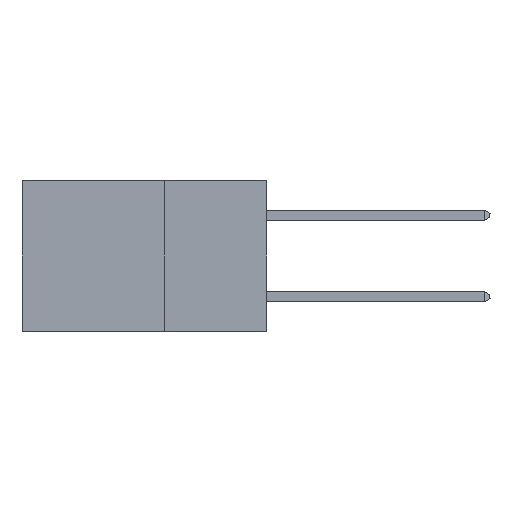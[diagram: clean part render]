
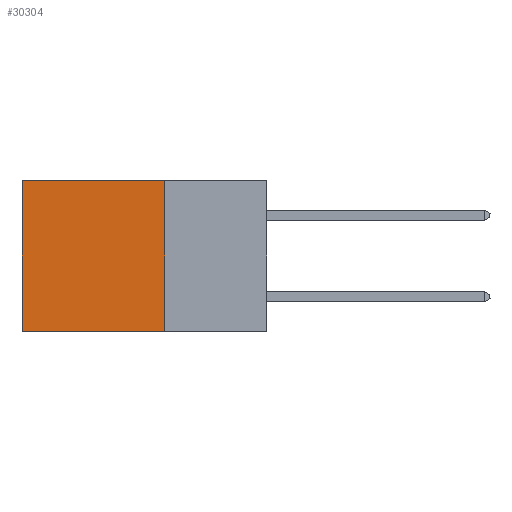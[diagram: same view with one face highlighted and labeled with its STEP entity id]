
A CAD part, left-side view. The second image highlights one B-rep face of the part: STEP entity #30304.
In plain terms, the highlighted planar face has unit normal (-1, 0, 0).
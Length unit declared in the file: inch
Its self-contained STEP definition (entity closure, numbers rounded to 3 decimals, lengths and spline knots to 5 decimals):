
#696 = VECTOR ( 'NONE', #12867, 39.37008 ) ;
#1177 = CARTESIAN_POINT ( 'NONE',  ( 0.2875, 0.25, 0. ) ) ;
#3267 = LINE ( 'NONE', #34343, #696 ) ;
#4806 = CARTESIAN_POINT ( 'NONE',  ( 0.2875, 0.25, -0.37 ) ) ;
#7251 = CARTESIAN_POINT ( 'NONE',  ( 0.2875, 0.6, 0. ) ) ;
#7678 = VERTEX_POINT ( 'NONE', #1177 ) ;
#7970 = VECTOR ( 'NONE', #28760, 39.37008 ) ;
#9214 = LINE ( 'NONE', #14831, #7970 ) ;
#9564 = FACE_OUTER_BOUND ( 'NONE', #24444, .T. ) ;
#11520 = DIRECTION ( 'NONE',  ( 0., 0., -1. ) ) ;
#12867 = DIRECTION ( 'NONE',  ( 0., 0., -1. ) ) ;
#14831 = CARTESIAN_POINT ( 'NONE',  ( 0.2875, 0.25, -0.37 ) ) ;
#15039 = AXIS2_PLACEMENT_3D ( 'NONE', #27093, #21775, #32509 ) ;
#15827 = EDGE_CURVE ( 'NONE', #28212, #21798, #3267, .T. ) ;
#17344 = CARTESIAN_POINT ( 'NONE',  ( 0.2875, 0.25, 0. ) ) ;
#17612 = EDGE_CURVE ( 'NONE', #7678, #28212, #28862, .T. ) ;
#19348 = CARTESIAN_POINT ( 'NONE',  ( 0.2875, 0.6, -0.37 ) ) ;
#21475 = DIRECTION ( 'NONE',  ( 0., 1., 0. ) ) ;
#21748 = ORIENTED_EDGE ( 'NONE', *, *, #17612, .T. ) ;
#21775 = DIRECTION ( 'NONE',  ( 1., 0., 0. ) ) ;
#21798 = VERTEX_POINT ( 'NONE', #19348 ) ;
#21940 = ORIENTED_EDGE ( 'NONE', *, *, #15827, .T. ) ;
#22252 = CARTESIAN_POINT ( 'NONE',  ( 0.2875, 0.25, 0. ) ) ;
#24444 = EDGE_LOOP ( 'NONE', ( #21940, #34511, #26823, #21748 ) ) ;
#24628 = VECTOR ( 'NONE', #21475, 39.37008 ) ;
#24770 = EDGE_CURVE ( 'NONE', #7678, #25058, #26847, .T. ) ;
#25058 = VERTEX_POINT ( 'NONE', #4806 ) ;
#26823 = ORIENTED_EDGE ( 'NONE', *, *, #24770, .F. ) ;
#26847 = LINE ( 'NONE', #22252, #33152 ) ;
#27093 = CARTESIAN_POINT ( 'NONE',  ( 0.2875, 0.25, 0. ) ) ;
#28212 = VERTEX_POINT ( 'NONE', #7251 ) ;
#28760 = DIRECTION ( 'NONE',  ( 0., 1., 0. ) ) ;
#28852 = EDGE_CURVE ( 'NONE', #25058, #21798, #9214, .T. ) ;
#28862 = LINE ( 'NONE', #17344, #24628 ) ;
#29683 = PLANE ( 'NONE',  #15039 ) ;
#30304 = ADVANCED_FACE ( 'NONE', ( #9564 ), #29683, .F. ) ;
#32509 = DIRECTION ( 'NONE',  ( 0., 0., -1. ) ) ;
#33152 = VECTOR ( 'NONE', #11520, 39.37008 ) ;
#34343 = CARTESIAN_POINT ( 'NONE',  ( 0.2875, 0.6, 0. ) ) ;
#34511 = ORIENTED_EDGE ( 'NONE', *, *, #28852, .F. ) ;
